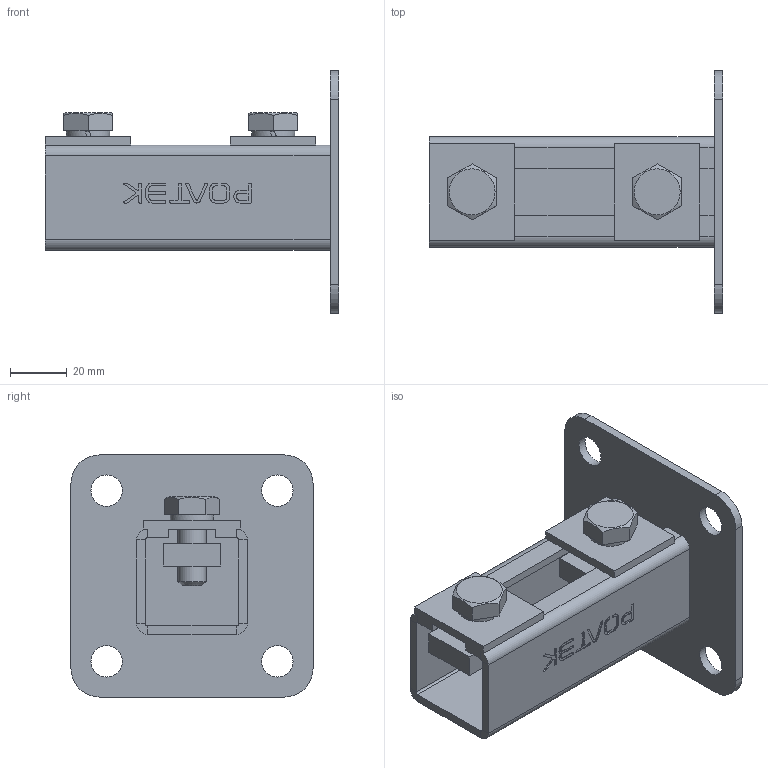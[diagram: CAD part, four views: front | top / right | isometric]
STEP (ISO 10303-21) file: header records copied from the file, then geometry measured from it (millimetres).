
FILE_DESCRIPTION(('STEP AP203'), '1');
FILE_NAME('ÐË257.RC30 Äåðæàòåëü', '', ('UNSPECIFIED'), ('UNSPECIFIED'), 'ASCON STEP Converter 1.3', 'ASCON Math Kernel', '');
FILE_SCHEMA(('CONFIG_CONTROL_DESIGN'));
Length unit declared in the file: millimetre
Products named in the file (1): 257.RC30
Bounding box: 103 x 85 x 85 mm (x, y, z)
Volume: 77338.6 mm3; surface area: 48693.7 mm2
Topology: 1 solids, 1 shells, 232 faces, 622 edges, 402 vertices
Faces by surface type: plane 143, cylinder 83, cone 4, torus 2
Full cylindrical faces by diameter (mm): 10 x4, 11 x6
Entity records: 9603 total; most frequent: CARTESIAN_POINT 1833, DIRECTION 1226, ORIENTED_EDGE 1212, EDGE_CURVE 606, AXIS2_PLACEMENT_3D 411, LINE 404, VECTOR 404, VERTEX_POINT 402
